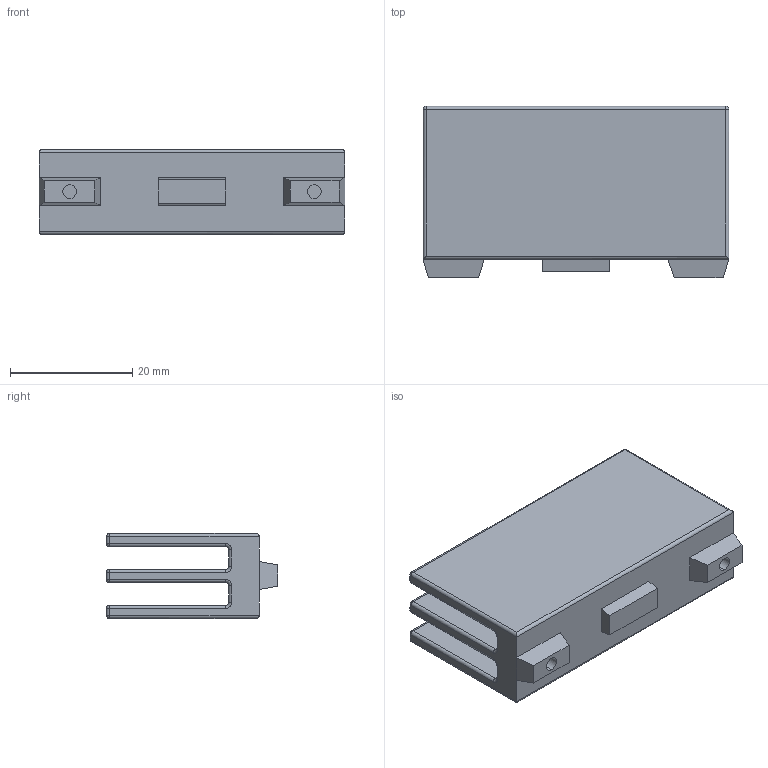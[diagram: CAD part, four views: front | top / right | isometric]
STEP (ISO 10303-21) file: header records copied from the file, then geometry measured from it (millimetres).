
FILE_DESCRIPTION (( 'STEP AP214' ), '1' );
FILE_NAME ('7D7F5F2A-B930-4736-917A-B0E3E696EEF8.STEP', '2023-12-19T15:54:28', ( '' ), ( '' ), 'SwSTEP 2.0', 'SolidWorks 2022', '' );
FILE_SCHEMA (( 'AUTOMOTIVE_DESIGN' ));
Length unit declared in the file: millimetre
Products named in the file (1): 7D7F5F2A-B930-4736-917A-B0E3E696EEF8
Bounding box: 50 x 28 x 13.9 mm (x, y, z)
Volume: 10159.2 mm3; surface area: 8368.3 mm2
Topology: 1 solids, 1 shells, 89 faces, 204 edges, 108 vertices
Faces by surface type: cylinder 38, plane 31, sphere 12, torus 8
Entity records: 2396 total; most frequent: DIRECTION 444, CARTESIAN_POINT 402, ORIENTED_EDGE 384, EDGE_CURVE 192, AXIS2_PLACEMENT_3D 166, LINE 112, VECTOR 112, VERTEX_POINT 108
